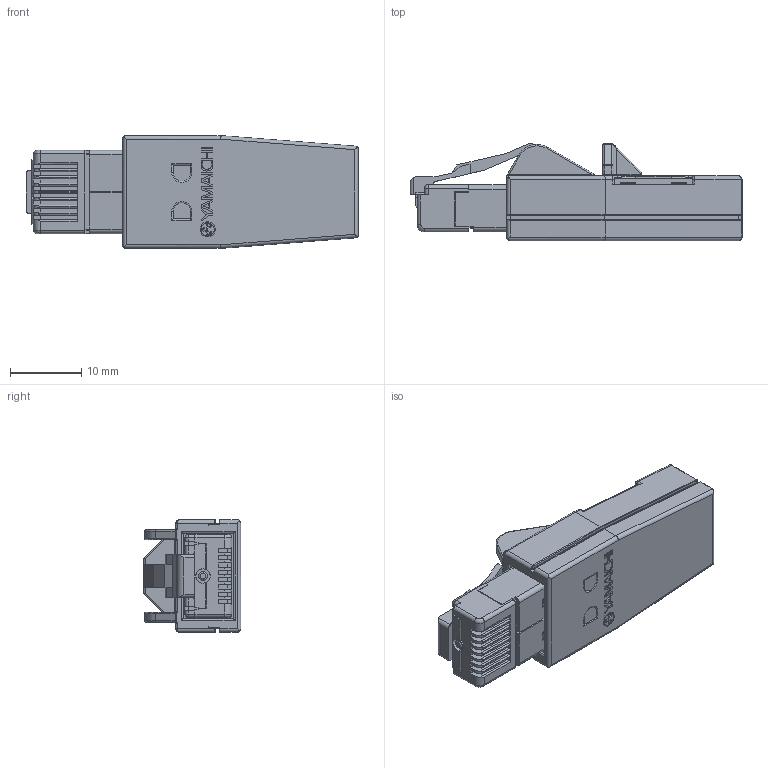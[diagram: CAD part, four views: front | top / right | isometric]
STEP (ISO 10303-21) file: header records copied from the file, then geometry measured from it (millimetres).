
FILE_DESCRIPTION (( 'STEP AP203' ), '1' );
FILE_NAME ('Customer-BB2777A07.STEP', '2020-01-16T07:36:18', ( '' ), ( '' ), 'SwSTEP 2.0', 'SolidWorks 2018', '' );
FILE_SCHEMA (( 'CONFIG_CONTROL_DESIGN' ));
Length unit declared in the file: millimetre
Products named in the file (1): Customer-BB2777A07
Bounding box: 46.54 x 13.69 x 15.8 mm (x, y, z)
Volume: 5560.1 mm3; surface area: 2942.3 mm2
Topology: 1 solids, 1 shells, 735 faces, 1891 edges, 1170 vertices
Faces by surface type: plane 393, cylinder 234, bspline 44, torus 40, sphere 24
Entity records: 22892 total; most frequent: CARTESIAN_POINT 5459, ORIENTED_EDGE 3742, DIRECTION 3458, EDGE_CURVE 1871, VECTOR 1286, LINE 1286, VERTEX_POINT 1168, AXIS2_PLACEMENT_3D 1086
